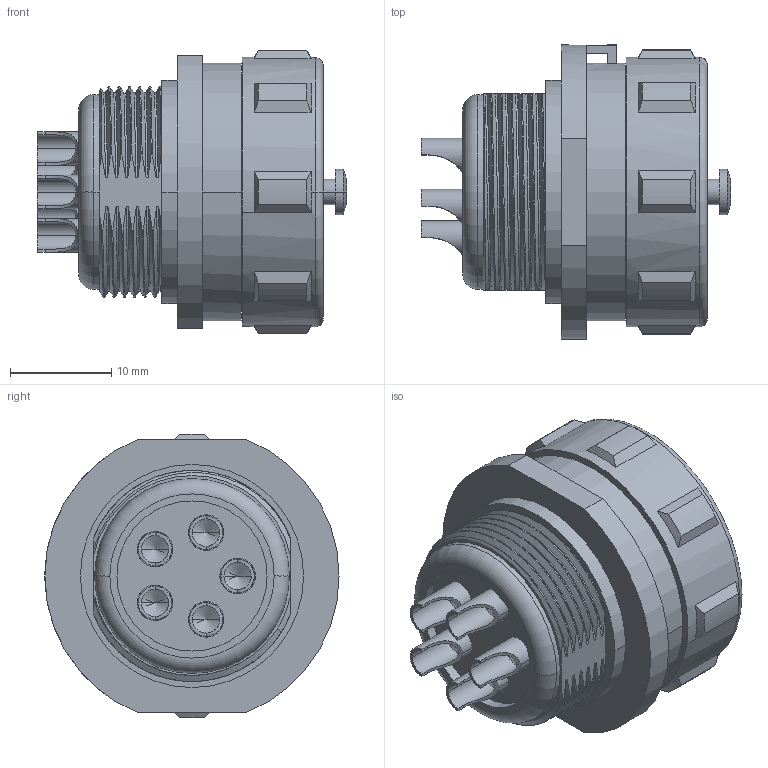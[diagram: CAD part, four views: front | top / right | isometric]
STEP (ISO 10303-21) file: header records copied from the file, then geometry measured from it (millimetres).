
FILE_DESCRIPTION((''),'2;1');
FILE_NAME('PRT0006','2020-02-27T',('Administrator'),(''),'CREO PARAMETRIC BY PTC INC, 2016130','CREO PARAMETRIC BY PTC INC, 2016130','');
FILE_SCHEMA(('CONFIG_CONTROL_DESIGN'));
Length unit declared in the file: inch
Products named in the file (1): PRT0006
Bounding box: 30.47 x 29 x 27.99 mm (x, y, z)
Volume: 9694.7 mm3; surface area: 9864.9 mm2
Topology: 1 solids, 2 shells, 467 faces, 1361 edges, 890 vertices
Faces by surface type: plane 199, cylinder 161, cone 50, bspline 50, torus 4, extrusion 3
Entity records: 21906 total; most frequent: CARTESIAN_POINT 9865, ORIENTED_EDGE 2682, DIRECTION 2298, EDGE_CURVE 1341, VERTEX_POINT 890, AXIS2_PLACEMENT_3D 838, VECTOR 622, LINE 619
